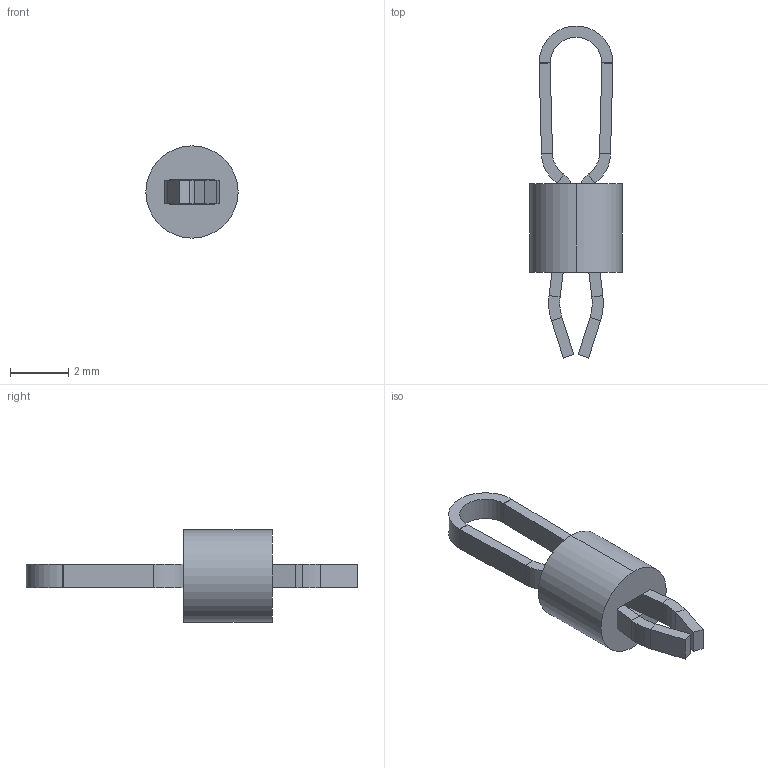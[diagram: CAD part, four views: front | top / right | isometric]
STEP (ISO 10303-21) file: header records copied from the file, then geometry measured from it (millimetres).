
FILE_DESCRIPTION (( 'STEP AP214' ), '1' );
FILE_NAME ('5126.STEP', '2013-04-29T17:45:08', ( 'Richard Maletta' ), ( '' ), 'SwSTEP 2.0', 'SolidWorks 2009', '' );
FILE_SCHEMA (( 'AUTOMOTIVE_DESIGN' ));
Length unit declared in the file: millimetre
Products named in the file (1): 5126
Bounding box: 3.17 x 11.42 x 3.17 mm (x, y, z)
Volume: 27.6 mm3; surface area: 116.8 mm2
Topology: 2 solids, 2 shells, 77 faces, 155 edges, 82 vertices
Faces by surface type: plane 54, cylinder 23
Entity records: 2817 total; most frequent: DIRECTION 357, CARTESIAN_POINT 315, ORIENTED_EDGE 310, EDGE_CURVE 155, AXIS2_PLACEMENT_3D 124, LINE 109, VECTOR 109, VERTEX_POINT 82
